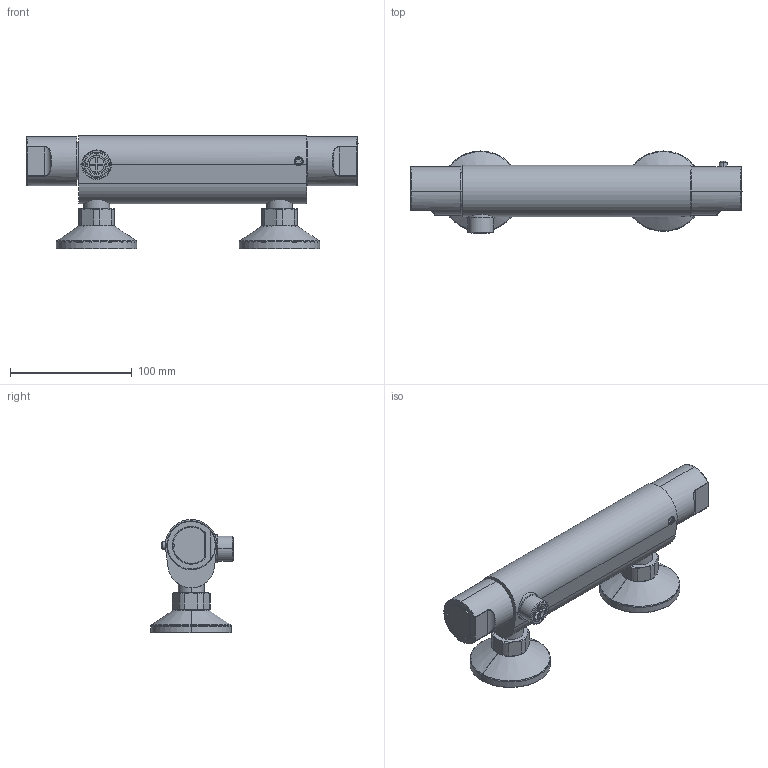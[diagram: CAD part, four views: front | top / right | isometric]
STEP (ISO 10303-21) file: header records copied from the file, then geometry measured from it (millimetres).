
FILE_DESCRIPTION((''),'2;1');
FILE_NAME('EQS168CRNEW','2021-11-11T08:09:28',('ut3'),('PAFFONI SpA'),'CREO PARAMETRIC BY PTC INC, 2020044','CREO PARAMETRIC BY PTC INC, 2020044','');
FILE_SCHEMA(('CONFIG_CONTROL_DESIGN','SHAPE_APPEARANCE_LAYERS_GROUPS'));
Products named in the file (1): EQS168CRNEW
Bounding box: 272.24 x 67.35 x 92.7 mm (x, y, z)
Volume: 221206.5 mm3; surface area: 132939.9 mm2
Topology: 4 solids, 4 shells, 7787 faces, 23029 edges, 15253 vertices
Faces by surface type: plane 7253, cylinder 309, torus 84, cone 82, sphere 30, bspline 29
Entity records: 273262 total; most frequent: CARTESIAN_POINT 51356, ORIENTED_EDGE 46054, DIRECTION 39296, EDGE_CURVE 23027, VECTOR 21774, LINE 21774, VERTEX_POINT 15253, EDGE_LOOP 11318
